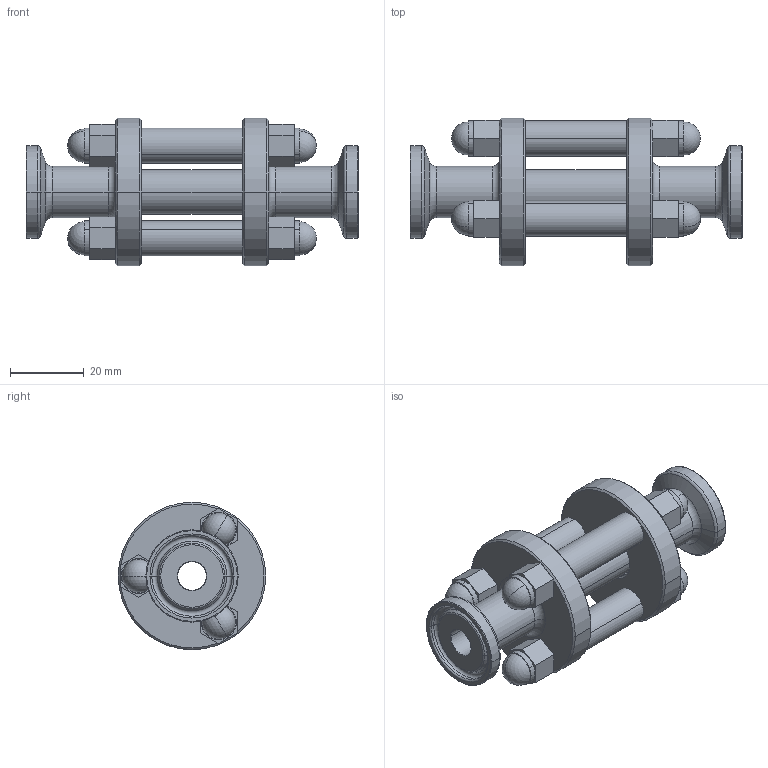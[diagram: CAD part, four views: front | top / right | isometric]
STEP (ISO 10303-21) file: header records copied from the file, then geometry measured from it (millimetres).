
FILE_DESCRIPTION (( 'STEP AP214' ), '1' );
FILE_NAME ('SG.FV.038.STEP', '2020-03-30T14:14:37', ( '' ), ( '' ), 'SwSTEP 2.0', 'SolidWorks 2019', '' );
FILE_SCHEMA (( 'AUTOMOTIVE_DESIGN' ));
Length unit declared in the file: millimetre
Products named in the file (1): SG.FV.038
Bounding box: 90 x 40 x 40 mm (x, y, z)
Volume: 37340.1 mm3; surface area: 18345 mm2
Topology: 2 solids, 2 shells, 186 faces, 436 edges, 262 vertices
Faces by surface type: plane 72, cylinder 46, torus 32, cone 24, sphere 12
Entity records: 5313 total; most frequent: DIRECTION 1002, CARTESIAN_POINT 849, ORIENTED_EDGE 824, EDGE_CURVE 412, AXIS2_PLACEMENT_3D 403, VERTEX_POINT 250, EDGE_LOOP 216, CIRCLE 216
